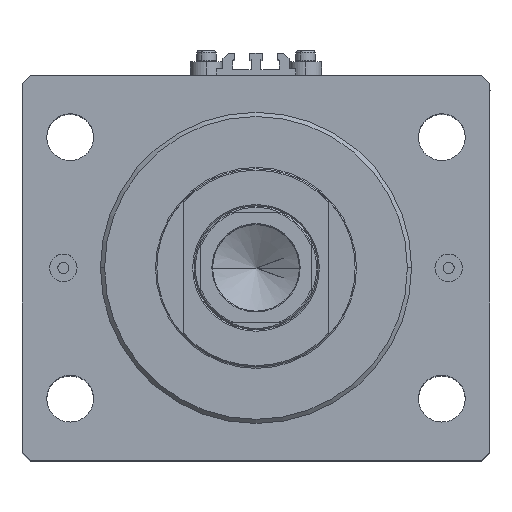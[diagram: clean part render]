
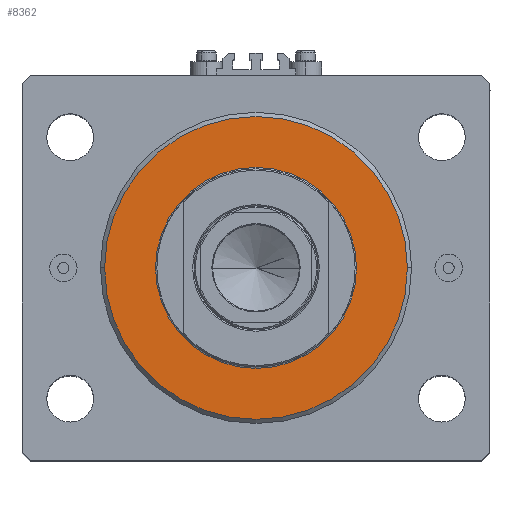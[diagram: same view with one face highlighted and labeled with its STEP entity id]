
A CAD part, top view. The second image highlights one B-rep face of the part: STEP entity #8362.
In plain terms, the highlighted face is planar.
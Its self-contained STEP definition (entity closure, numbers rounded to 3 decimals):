
#547 = EDGE_CURVE ( 'NONE', #20732, #6423, #8366, .T. ) ;
#763 = EDGE_CURVE ( 'NONE', #6423, #20732, #773, .T. ) ;
#773 = CIRCLE ( 'NONE', #35812, 36.5 ) ;
#2830 = CARTESIAN_POINT ( 'NONE',  ( 0., 0., 0. ) ) ;
#3843 = CARTESIAN_POINT ( 'NONE',  ( 0., 0., 0. ) ) ;
#5979 = PLANE ( 'NONE',  #31495 ) ;
#6423 = VERTEX_POINT ( 'NONE', #36489 ) ;
#8362 = ADVANCED_FACE ( 'NONE', ( #10508, #24588 ), #5979, .F. ) ;
#8366 = CIRCLE ( 'NONE', #9165, 36.5 ) ;
#9165 = AXIS2_PLACEMENT_3D ( 'NONE', #3843, #43453, #40354 ) ;
#10249 = EDGE_LOOP ( 'NONE', ( #35094, #37966 ) ) ;
#10508 = FACE_BOUND ( 'NONE', #10249, .T. ) ;
#11714 = CARTESIAN_POINT ( 'NONE',  ( -36.5, 0., 0. ) ) ;
#12814 = DIRECTION ( 'NONE',  ( 0., 0., -1. ) ) ;
#14281 = DIRECTION ( 'NONE',  ( 1., 0., 0. ) ) ;
#14639 = CARTESIAN_POINT ( 'NONE',  ( 0., 0., 0. ) ) ;
#16853 = CARTESIAN_POINT ( 'NONE',  ( 0., 0., 0. ) ) ;
#17384 = DIRECTION ( 'NONE',  ( 0., 0., 1. ) ) ;
#18034 = CARTESIAN_POINT ( 'NONE',  ( 55., 0., 0. ) ) ;
#18692 = DIRECTION ( 'NONE',  ( 1., 0., 0. ) ) ;
#19551 = EDGE_CURVE ( 'NONE', #42763, #20696, #33287, .T. ) ;
#20696 = VERTEX_POINT ( 'NONE', #30772 ) ;
#20732 = VERTEX_POINT ( 'NONE', #11714 ) ;
#21020 = DIRECTION ( 'NONE',  ( 1., 0., 0. ) ) ;
#22044 = DIRECTION ( 'NONE',  ( 0., 0., -1. ) ) ;
#22639 = EDGE_LOOP ( 'NONE', ( #29204, #26259 ) ) ;
#24588 = FACE_OUTER_BOUND ( 'NONE', #22639, .T. ) ;
#26259 = ORIENTED_EDGE ( 'NONE', *, *, #29660, .T. ) ;
#28163 = CARTESIAN_POINT ( 'NONE',  ( 0., 0., 0. ) ) ;
#29204 = ORIENTED_EDGE ( 'NONE', *, *, #19551, .T. ) ;
#29660 = EDGE_CURVE ( 'NONE', #20696, #42763, #37376, .T. ) ;
#30514 = AXIS2_PLACEMENT_3D ( 'NONE', #16853, #12814, #31170 ) ;
#30772 = CARTESIAN_POINT ( 'NONE',  ( -55., 0., 0. ) ) ;
#31170 = DIRECTION ( 'NONE',  ( 1., 0., 0. ) ) ;
#31495 = AXIS2_PLACEMENT_3D ( 'NONE', #28163, #46551, #21020 ) ;
#33287 = CIRCLE ( 'NONE', #39396, 55. ) ;
#35094 = ORIENTED_EDGE ( 'NONE', *, *, #763, .T. ) ;
#35812 = AXIS2_PLACEMENT_3D ( 'NONE', #2830, #17384, #14281 ) ;
#36489 = CARTESIAN_POINT ( 'NONE',  ( 36.5, 0., 0. ) ) ;
#37376 = CIRCLE ( 'NONE', #30514, 55. ) ;
#37966 = ORIENTED_EDGE ( 'NONE', *, *, #547, .T. ) ;
#39396 = AXIS2_PLACEMENT_3D ( 'NONE', #14639, #22044, #18692 ) ;
#40354 = DIRECTION ( 'NONE',  ( 1., 0., 0. ) ) ;
#42763 = VERTEX_POINT ( 'NONE', #18034 ) ;
#43453 = DIRECTION ( 'NONE',  ( 0., 0., 1. ) ) ;
#46551 = DIRECTION ( 'NONE',  ( 0., 0., 1. ) ) ;
